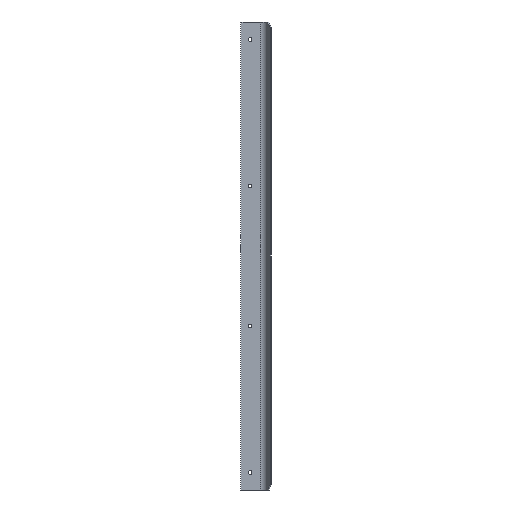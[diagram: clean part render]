
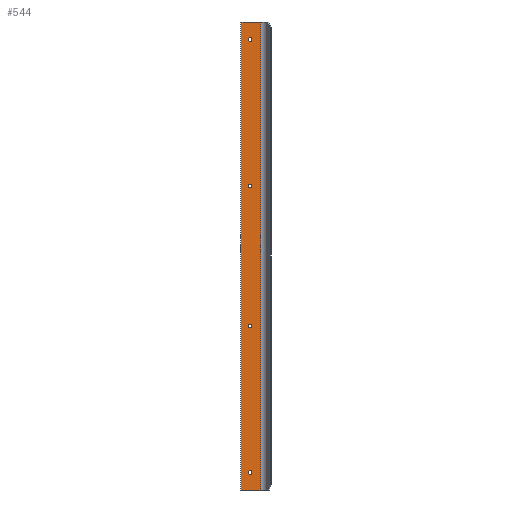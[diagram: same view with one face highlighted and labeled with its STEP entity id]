
A CAD part, front view. The second image highlights one B-rep face of the part: STEP entity #544.
In plain terms, the highlighted planar face has unit normal (0, -1, 0).
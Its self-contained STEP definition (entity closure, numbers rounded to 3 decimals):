
#70=CARTESIAN_POINT('',(8.0,-1.2,235.));
#71=VERTEX_POINT('',#70);
#72=CARTESIAN_POINT('',(10.0,-1.2,235.));
#73=DIRECTION('',(0.0,1.0,0.0));
#74=DIRECTION('',(1.0,0.0,0.0));
#75=AXIS2_PLACEMENT_3D('',#72,#73,#74);
#76=CIRCLE('',#75,2.0);
#77=EDGE_CURVE('',#71,#71,#76,.T.);
#119=CARTESIAN_POINT('',(8.0,-1.2,76.));
#120=VERTEX_POINT('',#119);
#121=CARTESIAN_POINT('',(10.0,-1.2,76.));
#122=DIRECTION('',(0.0,1.0,0.0));
#123=DIRECTION('',(1.0,0.0,0.0));
#124=AXIS2_PLACEMENT_3D('',#121,#122,#123);
#125=CIRCLE('',#124,2.0);
#126=EDGE_CURVE('',#120,#120,#125,.T.);
#168=CARTESIAN_POINT('',(8.0,-1.2,-76.));
#169=VERTEX_POINT('',#168);
#170=CARTESIAN_POINT('',(10.0,-1.2,-76.));
#171=DIRECTION('',(0.0,1.0,0.0));
#172=DIRECTION('',(1.0,0.0,0.0));
#173=AXIS2_PLACEMENT_3D('',#170,#171,#172);
#174=CIRCLE('',#173,2.0);
#175=EDGE_CURVE('',#169,#169,#174,.T.);
#217=CARTESIAN_POINT('',(8.0,-1.2,-235.));
#218=VERTEX_POINT('',#217);
#219=CARTESIAN_POINT('',(10.0,-1.2,-235.));
#220=DIRECTION('',(0.0,1.0,0.0));
#221=DIRECTION('',(1.0,0.0,0.0));
#222=AXIS2_PLACEMENT_3D('',#219,#220,#221);
#223=CIRCLE('',#222,2.0);
#224=EDGE_CURVE('',#218,#218,#223,.T.);
#389=CARTESIAN_POINT('',(21.546,-1.2,-254.));
#390=VERTEX_POINT('',#389);
#398=CARTESIAN_POINT('',(0.0,-1.2,-254.));
#399=VERTEX_POINT('',#398);
#400=CARTESIAN_POINT('',(0.0,-1.2,-254.));
#401=DIRECTION('',(1.0,0.0,0.0));
#402=VECTOR('',#401,21.546);
#403=LINE('',#400,#402);
#404=EDGE_CURVE('',#399,#390,#403,.T.);
#489=CARTESIAN_POINT('',(21.546,-1.2,254.));
#490=VERTEX_POINT('',#489);
#498=CARTESIAN_POINT('',(21.546,-1.2,254.));
#499=DIRECTION('',(0.0,0.0,-1.0));
#500=VECTOR('',#499,508.);
#501=LINE('',#498,#500);
#502=EDGE_CURVE('',#490,#390,#501,.T.);
#509=CARTESIAN_POINT('',(21.546,-1.2,0.0));
#510=DIRECTION('',(0.0,-1.0,0.0));
#511=DIRECTION('',(0.0,0.0,-1.0));
#512=AXIS2_PLACEMENT_3D('',#509,#510,#511);
#513=PLANE('',#512);
#514=CARTESIAN_POINT('',(0.0,-1.2,254.));
#515=VERTEX_POINT('',#514);
#516=CARTESIAN_POINT('',(21.546,-1.2,254.));
#517=DIRECTION('',(-1.0,0.0,0.0));
#518=VECTOR('',#517,21.546);
#519=LINE('',#516,#518);
#520=EDGE_CURVE('',#490,#515,#519,.T.);
#521=ORIENTED_EDGE('',*,*,#520,.T.);
#522=CARTESIAN_POINT('',(0.0,-1.2,254.));
#523=DIRECTION('',(0.0,0.0,-1.0));
#524=VECTOR('',#523,508.);
#525=LINE('',#522,#524);
#526=EDGE_CURVE('',#515,#399,#525,.T.);
#527=ORIENTED_EDGE('',*,*,#526,.T.);
#528=ORIENTED_EDGE('',*,*,#404,.T.);
#529=ORIENTED_EDGE('',*,*,#502,.F.);
#530=EDGE_LOOP('',(#521,#527,#528,#529));
#531=FACE_OUTER_BOUND('',#530,.T.);
#532=ORIENTED_EDGE('',*,*,#77,.T.);
#533=EDGE_LOOP('',(#532));
#534=FACE_BOUND('',#533,.T.);
#535=ORIENTED_EDGE('',*,*,#126,.T.);
#536=EDGE_LOOP('',(#535));
#537=FACE_BOUND('',#536,.T.);
#538=ORIENTED_EDGE('',*,*,#175,.T.);
#539=EDGE_LOOP('',(#538));
#540=FACE_BOUND('',#539,.T.);
#541=ORIENTED_EDGE('',*,*,#224,.T.);
#542=EDGE_LOOP('',(#541));
#543=FACE_BOUND('',#542,.T.);
#544=ADVANCED_FACE('',(#531,#534,#537,#540,#543),#513,.T.);
